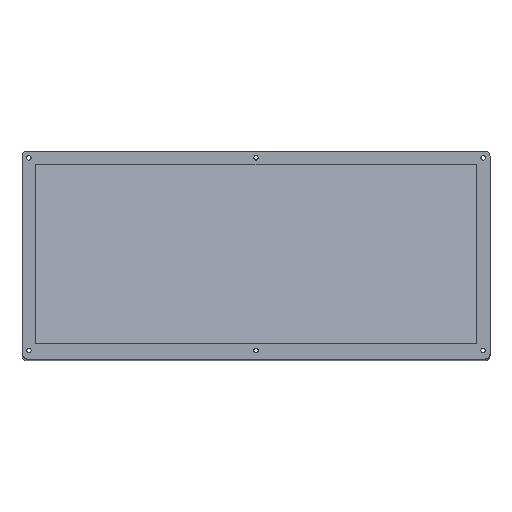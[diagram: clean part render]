
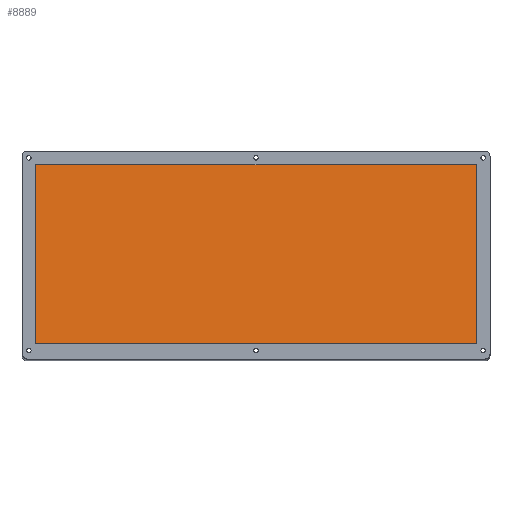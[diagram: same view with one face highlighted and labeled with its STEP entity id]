
A CAD part, top view. The second image highlights one B-rep face of the part: STEP entity #8889.
In plain terms, the highlighted planar face has unit normal (0, 0.104, 0.995).
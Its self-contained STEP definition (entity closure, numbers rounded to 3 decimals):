
#1209=PLANE('',#9106);
#1695=FACE_OUTER_BOUND('',#2224,.T.);
#2224=EDGE_LOOP('',(#8372,#8373,#8374,#8375));
#2755=LINE('',#18219,#3350);
#2815=LINE('',#18583,#3410);
#2818=LINE('',#18587,#3413);
#2819=LINE('',#18589,#3414);
#3350=VECTOR('',#9893,10.);
#3410=VECTOR('',#10099,10.);
#3413=VECTOR('',#10104,10.);
#3414=VECTOR('',#10107,10.);
#4300=VERTEX_POINT('',#18217);
#4301=VERTEX_POINT('',#18218);
#4351=VERTEX_POINT('',#18581);
#4352=VERTEX_POINT('',#18582);
#5593=EDGE_CURVE('',#4300,#4301,#2755,.F.);
#5689=EDGE_CURVE('',#4351,#4352,#2815,.F.);
#5692=EDGE_CURVE('',#4352,#4300,#2818,.F.);
#5693=EDGE_CURVE('',#4301,#4351,#2819,.F.);
#8372=ORIENTED_EDGE('',*,*,#5689,.T.);
#8373=ORIENTED_EDGE('',*,*,#5692,.T.);
#8374=ORIENTED_EDGE('',*,*,#5593,.T.);
#8375=ORIENTED_EDGE('',*,*,#5693,.T.);
#8889=ADVANCED_FACE('',(#1695),#1209,.T.);
#9106=AXIS2_PLACEMENT_3D('',#18590,#10108,#10109);
#9893=DIRECTION('',(0.,0.995,-0.105));
#10099=DIRECTION('',(0.,-0.995,0.105));
#10104=DIRECTION('',(1.,0.,0.));
#10107=DIRECTION('',(-1.,0.,0.));
#10108=DIRECTION('center_axis',(0.,0.105,0.995));
#10109=DIRECTION('ref_axis',(1.,0.,0.));
#18217=CARTESIAN_POINT('',(0.001,-0.001,-11.922));
#18218=CARTESIAN_POINT('',(0.001,-131.97,1.949));
#18219=CARTESIAN_POINT('',(0.001,-99.241,-1.491));
#18581=CARTESIAN_POINT('',(324.851,-131.97,1.949));
#18582=CARTESIAN_POINT('',(324.851,-0.001,-11.922));
#18583=CARTESIAN_POINT('',(324.851,-33.977,-8.351));
#18587=CARTESIAN_POINT('',(81.214,-0.001,-11.922));
#18589=CARTESIAN_POINT('',(243.639,-131.97,1.949));
#18590=CARTESIAN_POINT('Origin',(162.426,-66.402,-4.943));
